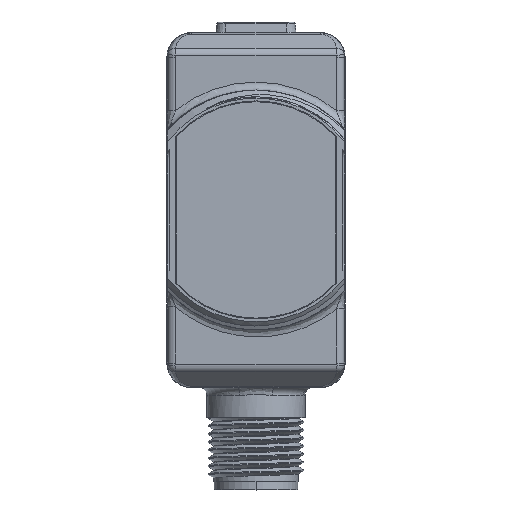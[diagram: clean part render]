
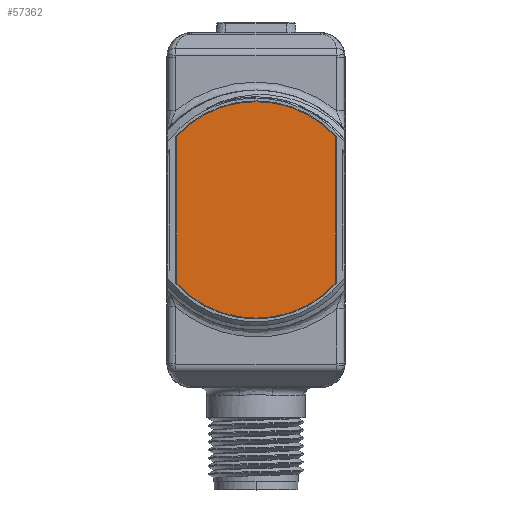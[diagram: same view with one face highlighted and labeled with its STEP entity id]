
A CAD part, top view. The second image highlights one B-rep face of the part: STEP entity #57362.
In plain terms, the highlighted planar face has unit normal (0, 0, 1).
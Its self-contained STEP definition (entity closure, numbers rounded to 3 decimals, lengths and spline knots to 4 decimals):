
#57279=CARTESIAN_POINT('',(0.,0.,0.8307));
#57280=DIRECTION('',(0.,0.,1.));
#57281=DIRECTION('',(-0.736,-0.677,0.));
#57282=AXIS2_PLACEMENT_3D('',#57279,#57280,#57281);
#57284=DIRECTION('',(0.,-1.,0.));
#57285=VECTOR('',#57284,0.7169);
#57286=CARTESIAN_POINT('',(-0.3898,0.3584,
0.8307));
#57287=LINE('',#57286,#57285);
#57288=CARTESIAN_POINT('',(0.,0.,0.8307));
#57289=DIRECTION('',(0.,0.,1.));
#57290=DIRECTION('',(0.736,0.677,0.));
#57291=AXIS2_PLACEMENT_3D('',#57288,#57289,#57290);
#57293=DIRECTION('',(0.,1.,0.));
#57294=VECTOR('',#57293,0.7169);
#57295=CARTESIAN_POINT('',(0.3898,-0.3584,
0.8307));
#57296=LINE('',#57295,#57294);
#57331=CARTESIAN_POINT('',(-0.3898,-0.3584,
0.8307));
#57332=CARTESIAN_POINT('',(0.3898,-0.3584,
0.8307));
#57333=VERTEX_POINT('',#57331);
#57334=VERTEX_POINT('',#57332);
#57335=CARTESIAN_POINT('',(0.3898,0.3584,
0.8307));
#57336=VERTEX_POINT('',#57335);
#57337=CARTESIAN_POINT('',(-0.3898,0.3584,
0.8307));
#57338=VERTEX_POINT('',#57337);
#57347=CARTESIAN_POINT('',(0.,0.,0.8307));
#57348=DIRECTION('',(0.,0.,1.));
#57349=DIRECTION('',(0.,1.,0.));
#57350=AXIS2_PLACEMENT_3D('',#57347,#57348,#57349);
#57351=PLANE('',#57350);
#57353=ORIENTED_EDGE('',*,*,#57352,.F.);
#57355=ORIENTED_EDGE('',*,*,#57354,.F.);
#57357=ORIENTED_EDGE('',*,*,#57356,.F.);
#57359=ORIENTED_EDGE('',*,*,#57358,.F.);
#57360=EDGE_LOOP('',(#57353,#57355,#57357,#57359));
#57361=FACE_OUTER_BOUND('',#57360,.F.);
#57362=ADVANCED_FACE('',(#57361),#57351,.T.);
#57283=CIRCLE('',#57282,0.5295);
#57292=CIRCLE('',#57291,0.5295);
#57352=EDGE_CURVE('',#57333,#57334,#57283,.T.);
#57354=EDGE_CURVE('',#57338,#57333,#57287,.T.);
#57356=EDGE_CURVE('',#57336,#57338,#57292,.T.);
#57358=EDGE_CURVE('',#57334,#57336,#57296,.T.);
